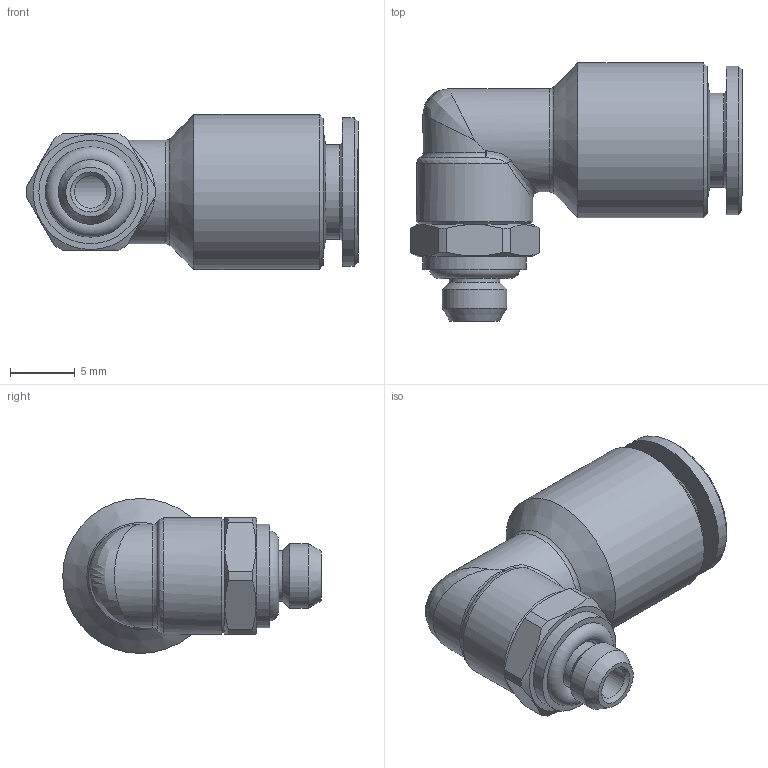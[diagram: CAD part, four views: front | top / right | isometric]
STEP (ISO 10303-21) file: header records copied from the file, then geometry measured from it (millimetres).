
FILE_DESCRIPTION(/* description */ ('STEP AP214'),/* implementation_level */ '2;1');
FILE_NAME(/* name */ 'A0060030',/* time_stamp */ '2023-04-13T08:59:00+02:00',/* author */ ('License CC BY-ND 4.0'),/* organization */ ('CADENAS'),/* preprocessor_version */ 'ST-DEVELOPER v19.3',/* originating_system */ 'PARTsolutions',/* authorisation */ ' ');
FILE_SCHEMA (('AUTOMOTIVE_DESIGN {1 0 10303 214 3 1 1}'));
Length unit declared in the file: millimetre
Products named in the file (1): A0060030
Bounding box: 25.7 x 20 x 12 mm (x, y, z)
Volume: 1845.9 mm3; surface area: 1792 mm2
Topology: 1 solids, 1 shells, 56 faces, 129 edges, 79 vertices
Faces by surface type: cylinder 18, plane 15, cone 13, bspline 6, torus 4
Full cylindrical faces by diameter (mm): 2.5 x1, 3.9 x1, 4 x1, 5 x1, 6.15 x1, 7.3 x1, 8 x2, 9 x1, 11.5 x1, 12 x1
Entity records: 2175 total; most frequent: CARTESIAN_POINT 695, DIRECTION 220, ORIENTED_EDGE 184, AXIS2_PLACEMENT_3D 104, EDGE_CURVE 92, EDGE_LOOP 90, FACE_BOUND 90, VERTEX_POINT 70
